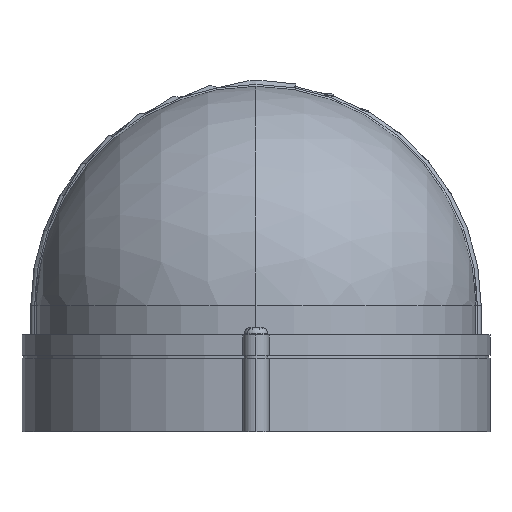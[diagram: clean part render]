
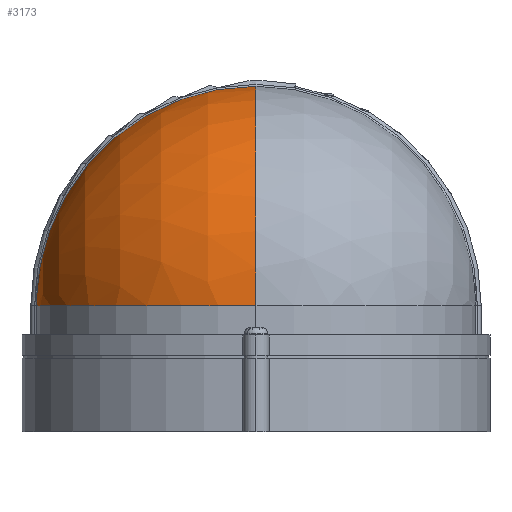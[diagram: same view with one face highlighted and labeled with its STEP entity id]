
A CAD part, left-side view. The second image highlights one B-rep face of the part: STEP entity #3173.
In plain terms, the highlighted spherical face has radius 75 mm.
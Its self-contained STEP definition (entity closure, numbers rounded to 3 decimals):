
#179 = ORIENTED_EDGE ( 'NONE', *, *, #5005, .T. ) ;
#337 = DIRECTION ( 'NONE',  ( 0., 1., 0. ) ) ;
#516 = DIRECTION ( 'NONE',  ( 0., 0., -1. ) ) ;
#703 = DIRECTION ( 'NONE',  ( 0., 1., 0. ) ) ;
#1492 = CIRCLE ( 'NONE', #2270, 75. ) ;
#1575 = ORIENTED_EDGE ( 'NONE', *, *, #3189, .T. ) ;
#1586 = CARTESIAN_POINT ( 'NONE',  ( -127.5, 0., 43. ) ) ;
#1790 = DIRECTION ( 'NONE',  ( 0., 1., 0. ) ) ;
#1809 = SPHERICAL_SURFACE ( 'NONE', #2499, 75. ) ;
#1951 = CIRCLE ( 'NONE', #2773, 74.996 ) ;
#2270 = AXIS2_PLACEMENT_3D ( 'NONE', #4248, #1790, #4645 ) ;
#2283 = ORIENTED_EDGE ( 'NONE', *, *, #3013, .F. ) ;
#2499 = AXIS2_PLACEMENT_3D ( 'NONE', #3117, #703, #3947 ) ;
#2741 = DIRECTION ( 'NONE',  ( -1., 0., 0. ) ) ;
#2773 = AXIS2_PLACEMENT_3D ( 'NONE', #5197, #2741, #337 ) ;
#2873 = AXIS2_PLACEMENT_3D ( 'NONE', #2930, #516, #3360 ) ;
#2930 = CARTESIAN_POINT ( 'NONE',  ( -52.5, 0., 43. ) ) ;
#3013 = EDGE_CURVE ( 'NONE', #3880, #3298, #4517, .T. ) ;
#3020 = CARTESIAN_POINT ( 'NONE',  ( -53.319, 0., 117.996 ) ) ;
#3117 = CARTESIAN_POINT ( 'NONE',  ( -52.5, 0., 43. ) ) ;
#3173 = ADVANCED_FACE ( 'NONE', ( #5050 ), #1809, .T. ) ;
#3189 = EDGE_CURVE ( 'NONE', #3440, #3298, #1951, .T. ) ;
#3298 = VERTEX_POINT ( 'NONE', #4039 ) ;
#3360 = DIRECTION ( 'NONE',  ( -1., 0., 0. ) ) ;
#3440 = VERTEX_POINT ( 'NONE', #3020 ) ;
#3880 = VERTEX_POINT ( 'NONE', #1586 ) ;
#3947 = DIRECTION ( 'NONE',  ( 1., 0., 0. ) ) ;
#4039 = CARTESIAN_POINT ( 'NONE',  ( -53.319, 74.996, 43. ) ) ;
#4248 = CARTESIAN_POINT ( 'NONE',  ( -52.5, 0., 43. ) ) ;
#4517 = CIRCLE ( 'NONE', #2873, 75. ) ;
#4645 = DIRECTION ( 'NONE',  ( -1., 0., 0. ) ) ;
#5005 = EDGE_CURVE ( 'NONE', #3880, #3440, #1492, .T. ) ;
#5030 = EDGE_LOOP ( 'NONE', ( #2283, #179, #1575 ) ) ;
#5050 = FACE_OUTER_BOUND ( 'NONE', #5030, .T. ) ;
#5197 = CARTESIAN_POINT ( 'NONE',  ( -53.319, 0., 43. ) ) ;
